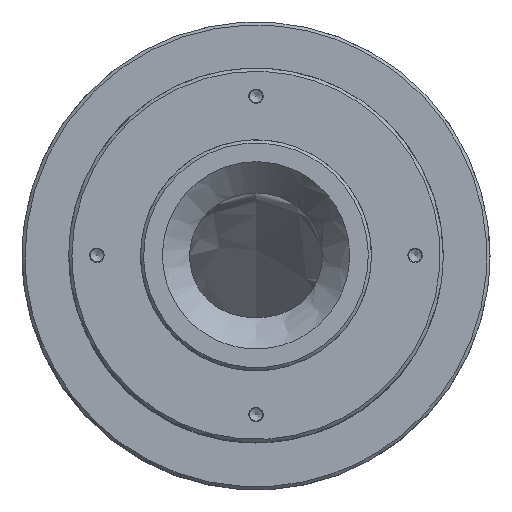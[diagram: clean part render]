
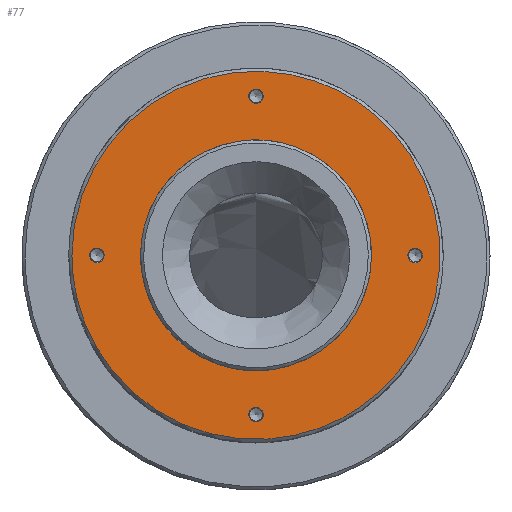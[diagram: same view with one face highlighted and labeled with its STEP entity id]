
A CAD part, top view. The second image highlights one B-rep face of the part: STEP entity #77.
In plain terms, the highlighted free-form (B-spline) face has degree [1, 1] with [2, 2] control points.
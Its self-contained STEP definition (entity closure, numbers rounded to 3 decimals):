
#22 = VERTEX_POINT('',#23);
#23 = CARTESIAN_POINT('',(-2.718,59.833,
    172.46));
#49 = EDGE_CURVE('',#22,#22,#50,.T.);
#50 = ( BOUNDED_CURVE() B_SPLINE_CURVE(2,(#51,#52,#53,#54,#55,#56,#57),
.UNSPECIFIED.,.T.,.F.) B_SPLINE_CURVE_WITH_KNOTS((3,2,2,3),(
    3.142,5.236,7.33,9.425),
.PIECEWISE_BEZIER_KNOTS.) CURVE() GEOMETRIC_REPRESENTATION_ITEM() 
RATIONAL_B_SPLINE_CURVE((1.,0.5,1.,0.5,1.,0.5,1.)) REPRESENTATION_ITEM(
  '') );
#51 = CARTESIAN_POINT('',(-2.718,59.833,
    172.46));
#52 = CARTESIAN_POINT('',(-2.718,55.125,
    172.46));
#53 = CARTESIAN_POINT('',(1.359,57.479,172.46
    ));
#54 = CARTESIAN_POINT('',(5.437,59.833,172.46
    ));
#55 = CARTESIAN_POINT('',(1.359,62.187,172.46
    ));
#56 = CARTESIAN_POINT('',(-2.718,64.541,
    172.46));
#57 = CARTESIAN_POINT('',(-2.718,59.833,
    172.46));
#77 = ADVANCED_FACE('',(#78,#92,#106,#120,#134,#148),#151,.T.);
#78 = FACE_BOUND('',#79,.T.);
#79 = EDGE_LOOP('',(#80));
#80 = ORIENTED_EDGE('',*,*,#81,.F.);
#81 = EDGE_CURVE('',#82,#82,#84,.T.);
#82 = VERTEX_POINT('',#83);
#83 = CARTESIAN_POINT('',(-69.219,0.,
    172.46));
#84 = ( BOUNDED_CURVE() B_SPLINE_CURVE(2,(#85,#86,#87,#88,#89,#90,#91),
.UNSPECIFIED.,.T.,.F.) B_SPLINE_CURVE_WITH_KNOTS((3,2,2,3),(
    3.142,5.236,7.33,9.425),
.PIECEWISE_BEZIER_KNOTS.) CURVE() GEOMETRIC_REPRESENTATION_ITEM() 
RATIONAL_B_SPLINE_CURVE((1.,0.5,1.,0.5,1.,0.5,1.)) REPRESENTATION_ITEM(
  '') );
#85 = CARTESIAN_POINT('',(-69.219,0.,
    172.46));
#86 = CARTESIAN_POINT('',(-69.219,119.89,
    172.46));
#87 = CARTESIAN_POINT('',(34.609,59.945,
    172.46));
#88 = CARTESIAN_POINT('',(138.437,0.,
    172.46));
#89 = CARTESIAN_POINT('',(34.609,-59.945,
    172.46));
#90 = CARTESIAN_POINT('',(-69.219,-119.89,
    172.46));
#91 = CARTESIAN_POINT('',(-69.219,0.,
    172.46));
#92 = FACE_BOUND('',#93,.T.);
#93 = EDGE_LOOP('',(#94));
#94 = ORIENTED_EDGE('',*,*,#95,.F.);
#95 = EDGE_CURVE('',#96,#96,#98,.T.);
#96 = VERTEX_POINT('',#97);
#97 = CARTESIAN_POINT('',(59.833,2.718,172.46
    ));
#98 = ( BOUNDED_CURVE() B_SPLINE_CURVE(2,(#99,#100,#101,#102,#103,#104,
#105),.UNSPECIFIED.,.T.,.F.) B_SPLINE_CURVE_WITH_KNOTS((3,2,2,3),(
    3.142,5.236,7.33,9.425),
.PIECEWISE_BEZIER_KNOTS.) CURVE() GEOMETRIC_REPRESENTATION_ITEM() 
RATIONAL_B_SPLINE_CURVE((1.,0.5,1.,0.5,1.,0.5,1.)) REPRESENTATION_ITEM(
  '') );
#99 = CARTESIAN_POINT('',(59.833,2.718,172.46
    ));
#100 = CARTESIAN_POINT('',(55.125,2.718,
    172.46));
#101 = CARTESIAN_POINT('',(57.479,-1.359,
    172.46));
#102 = CARTESIAN_POINT('',(59.833,-5.437,
    172.46));
#103 = CARTESIAN_POINT('',(62.187,-1.359,
    172.46));
#104 = CARTESIAN_POINT('',(64.541,2.718,
    172.46));
#105 = CARTESIAN_POINT('',(59.833,2.718,
    172.46));
#106 = FACE_BOUND('',#107,.T.);
#107 = EDGE_LOOP('',(#108));
#108 = ORIENTED_EDGE('',*,*,#109,.F.);
#109 = EDGE_CURVE('',#110,#110,#112,.T.);
#110 = VERTEX_POINT('',#111);
#111 = CARTESIAN_POINT('',(2.718,-59.833,
    172.46));
#112 = ( BOUNDED_CURVE() B_SPLINE_CURVE(2,(#113,#114,#115,#116,#117,#118
,#119),.UNSPECIFIED.,.T.,.F.) B_SPLINE_CURVE_WITH_KNOTS((3,2,2,3),(
    3.142,5.236,7.33,9.425),
.PIECEWISE_BEZIER_KNOTS.) CURVE() GEOMETRIC_REPRESENTATION_ITEM() 
RATIONAL_B_SPLINE_CURVE((1.,0.5,1.,0.5,1.,0.5,1.)) REPRESENTATION_ITEM(
  '') );
#113 = CARTESIAN_POINT('',(2.718,-59.833,
    172.46));
#114 = CARTESIAN_POINT('',(2.718,-55.125,
    172.46));
#115 = CARTESIAN_POINT('',(-1.359,-57.479,
    172.46));
#116 = CARTESIAN_POINT('',(-5.437,-59.833,
    172.46));
#117 = CARTESIAN_POINT('',(-1.359,-62.187,
    172.46));
#118 = CARTESIAN_POINT('',(2.718,-64.541,
    172.46));
#119 = CARTESIAN_POINT('',(2.718,-59.833,
    172.46));
#120 = FACE_BOUND('',#121,.T.);
#121 = EDGE_LOOP('',(#122));
#122 = ORIENTED_EDGE('',*,*,#123,.T.);
#123 = EDGE_CURVE('',#124,#124,#126,.T.);
#124 = VERTEX_POINT('',#125);
#125 = CARTESIAN_POINT('',(43.408,0.,
    172.46));
#126 = ( BOUNDED_CURVE() B_SPLINE_CURVE(2,(#127,#128,#129,#130,#131,#132
,#133),.UNSPECIFIED.,.T.,.F.) B_SPLINE_CURVE_WITH_KNOTS((1,2,2,2,2,1),(
    -2.094,0.,2.094,4.189,6.283,
8.378),.UNSPECIFIED.) CURVE() GEOMETRIC_REPRESENTATION_ITEM() 
RATIONAL_B_SPLINE_CURVE((1.,0.5,1.,0.5,1.,0.5,1.)) REPRESENTATION_ITEM(
  '') );
#127 = CARTESIAN_POINT('',(43.408,0.,172.46));
#128 = CARTESIAN_POINT('',(43.408,-75.185,
    172.46));
#129 = CARTESIAN_POINT('',(-21.704,-37.593,
    172.46));
#130 = CARTESIAN_POINT('',(-86.816,0.,
    172.46));
#131 = CARTESIAN_POINT('',(-21.704,37.593,
    172.46));
#132 = CARTESIAN_POINT('',(43.408,75.185,
    172.46));
#133 = CARTESIAN_POINT('',(43.408,0.,172.46));
#134 = FACE_BOUND('',#135,.T.);
#135 = EDGE_LOOP('',(#136));
#136 = ORIENTED_EDGE('',*,*,#137,.F.);
#137 = EDGE_CURVE('',#138,#138,#140,.T.);
#138 = VERTEX_POINT('',#139);
#139 = CARTESIAN_POINT('',(-59.833,-2.718,
    172.46));
#140 = ( BOUNDED_CURVE() B_SPLINE_CURVE(2,(#141,#142,#143,#144,#145,#146
,#147),.UNSPECIFIED.,.T.,.F.) B_SPLINE_CURVE_WITH_KNOTS((3,2,2,3),(
    3.142,5.236,7.33,9.425),
.PIECEWISE_BEZIER_KNOTS.) CURVE() GEOMETRIC_REPRESENTATION_ITEM() 
RATIONAL_B_SPLINE_CURVE((1.,0.5,1.,0.5,1.,0.5,1.)) REPRESENTATION_ITEM(
  '') );
#141 = CARTESIAN_POINT('',(-59.833,-2.718,
    172.46));
#142 = CARTESIAN_POINT('',(-55.125,-2.718,
    172.46));
#143 = CARTESIAN_POINT('',(-57.479,1.359,172.46
    ));
#144 = CARTESIAN_POINT('',(-59.833,5.437,
    172.46));
#145 = CARTESIAN_POINT('',(-62.187,1.359,
    172.46));
#146 = CARTESIAN_POINT('',(-64.541,-2.718,
    172.46));
#147 = CARTESIAN_POINT('',(-59.833,-2.718,
    172.46));
#148 = FACE_BOUND('',#149,.T.);
#149 = EDGE_LOOP('',(#150));
#150 = ORIENTED_EDGE('',*,*,#49,.F.);
#151 = B_SPLINE_SURFACE_WITH_KNOTS('',1,1,(
    (#152,#153)
    ,(#154,#155
    )),.UNSPECIFIED.,.F.,.F.,.F.,(2,2),(2,2),(1.,119.),(-59.,59.),
  .PIECEWISE_BEZIER_KNOTS.);
#152 = CARTESIAN_POINT('',(-69.219,-69.219,
    172.46));
#153 = CARTESIAN_POINT('',(-69.219,69.219,
    172.46));
#154 = CARTESIAN_POINT('',(69.219,-69.219,
    172.46));
#155 = CARTESIAN_POINT('',(69.219,69.219,
    172.46));
